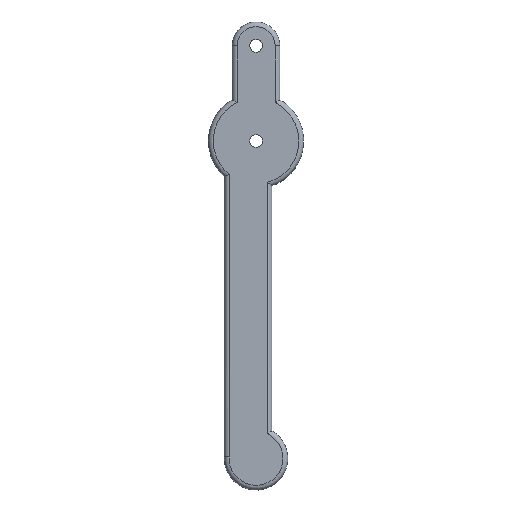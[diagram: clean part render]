
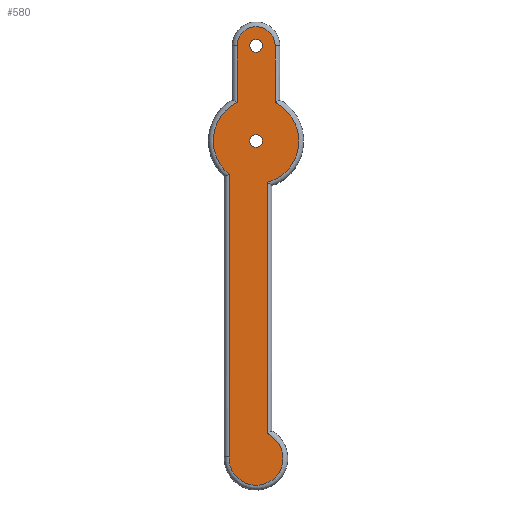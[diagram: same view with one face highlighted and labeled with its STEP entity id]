
A CAD part, front view. The second image highlights one B-rep face of the part: STEP entity #580.
In plain terms, the highlighted planar face has unit normal (0, -1, 0).
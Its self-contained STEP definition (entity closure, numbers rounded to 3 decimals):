
#21=FACE_BOUND('',#191,.T.);
#22=FACE_BOUND('',#192,.T.);
#28=PLANE('',#654);
#57=LINE('',#1022,#96);
#59=LINE('',#1074,#98);
#61=LINE('',#1110,#100);
#62=LINE('',#1131,#101);
#96=VECTOR('',#758,10.);
#98=VECTOR('',#770,10.);
#100=VECTOR('',#778,10.);
#101=VECTOR('',#789,10.);
#153=FACE_OUTER_BOUND('',#190,.T.);
#190=EDGE_LOOP('',(#489,#490,#491,#492,#493,#494,#495,#496));
#191=EDGE_LOOP('',(#497));
#192=EDGE_LOOP('',(#498));
#232=CIRCLE('',#636,13.5);
#235=CIRCLE('',#641,13.5);
#237=CIRCLE('',#645,6.);
#240=CIRCLE('',#650,8.5);
#242=CIRCLE('',#655,2.);
#243=CIRCLE('',#656,2.);
#281=VERTEX_POINT('',#1020);
#282=VERTEX_POINT('',#1021);
#285=VERTEX_POINT('',#1053);
#286=VERTEX_POINT('',#1071);
#287=VERTEX_POINT('',#1073);
#288=VERTEX_POINT('',#1090);
#290=VERTEX_POINT('',#1109);
#291=VERTEX_POINT('',#1126);
#292=VERTEX_POINT('',#1140);
#293=VERTEX_POINT('',#1142);
#343=EDGE_CURVE('',#281,#282,#57,.T.);
#347=EDGE_CURVE('',#282,#285,#232,.T.);
#351=EDGE_CURVE('',#286,#287,#59,.T.);
#353=EDGE_CURVE('',#287,#288,#235,.T.);
#356=EDGE_CURVE('',#288,#290,#61,.T.);
#359=EDGE_CURVE('',#291,#286,#237,.T.);
#361=EDGE_CURVE('',#285,#291,#62,.T.);
#363=EDGE_CURVE('',#290,#281,#240,.T.);
#366=EDGE_CURVE('',#292,#292,#242,.T.);
#367=EDGE_CURVE('',#293,#293,#243,.T.);
#489=ORIENTED_EDGE('',*,*,#351,.F.);
#490=ORIENTED_EDGE('',*,*,#359,.F.);
#491=ORIENTED_EDGE('',*,*,#361,.F.);
#492=ORIENTED_EDGE('',*,*,#347,.F.);
#493=ORIENTED_EDGE('',*,*,#343,.F.);
#494=ORIENTED_EDGE('',*,*,#363,.F.);
#495=ORIENTED_EDGE('',*,*,#356,.F.);
#496=ORIENTED_EDGE('',*,*,#353,.F.);
#497=ORIENTED_EDGE('',*,*,#366,.T.);
#498=ORIENTED_EDGE('',*,*,#367,.T.);
#580=ADVANCED_FACE('',(#153,#21,#22),#28,.F.);
#636=AXIS2_PLACEMENT_3D('',#1054,#762,#763);
#641=AXIS2_PLACEMENT_3D('',#1091,#773,#774);
#645=AXIS2_PLACEMENT_3D('',#1128,#783,#784);
#650=AXIS2_PLACEMENT_3D('',#1134,#794,#795);
#654=AXIS2_PLACEMENT_3D('',#1139,#803,#804);
#655=AXIS2_PLACEMENT_3D('',#1141,#805,#806);
#656=AXIS2_PLACEMENT_3D('',#1143,#807,#808);
#758=DIRECTION('',(0.,0.,1.));
#762=DIRECTION('center_axis',(0.,1.,0.));
#763=DIRECTION('ref_axis',(-0.995,0.,0.102));
#770=DIRECTION('',(0.,0.,-1.));
#773=DIRECTION('center_axis',(0.,1.,0.));
#774=DIRECTION('ref_axis',(0.996,0.,-0.092));
#778=DIRECTION('',(0.,0.,-1.));
#783=DIRECTION('center_axis',(0.,1.,0.));
#784=DIRECTION('ref_axis',(0.,0.,1.));
#789=DIRECTION('',(0.,0.,1.));
#794=DIRECTION('center_axis',(0.,1.,0.));
#795=DIRECTION('ref_axis',(0.479,0.,-0.878));
#803=DIRECTION('center_axis',(0.,1.,0.));
#804=DIRECTION('ref_axis',(1.,0.,0.));
#805=DIRECTION('center_axis',(0.,1.,0.));
#806=DIRECTION('ref_axis',(1.,0.,0.));
#807=DIRECTION('center_axis',(0.,1.,0.));
#808=DIRECTION('ref_axis',(1.,0.,0.));
#1020=CARTESIAN_POINT('',(-8.488,-7.,-99.547));
#1021=CARTESIAN_POINT('',(-8.488,-7.,-10.498));
#1022=CARTESIAN_POINT('',(-8.488,-7.,-67.879));
#1053=CARTESIAN_POINT('',(-6.,-7.,12.093));
#1054=CARTESIAN_POINT('Origin',(0.,-7.,0.));
#1071=CARTESIAN_POINT('',(6.,-7.,30.));
#1073=CARTESIAN_POINT('',(6.,-7.,12.093));
#1074=CARTESIAN_POINT('',(6.,-7.,-3.125));
#1090=CARTESIAN_POINT('',(3.5,-7.,-13.038));
#1091=CARTESIAN_POINT('Origin',(0.,-7.,0.));
#1109=CARTESIAN_POINT('',(3.5,-7.,-92.254));
#1110=CARTESIAN_POINT('',(3.5,-7.,-25.196));
#1126=CARTESIAN_POINT('',(-6.,-7.,30.));
#1128=CARTESIAN_POINT('Origin',(0.,-7.,30.));
#1131=CARTESIAN_POINT('',(-6.,-7.,-11.63));
#1134=CARTESIAN_POINT('Origin',(0.,-7.,-100.));
#1139=CARTESIAN_POINT('Origin',(0.,-7.,-36.25));
#1140=CARTESIAN_POINT('',(-2.,-7.,30.));
#1141=CARTESIAN_POINT('Origin',(0.,-7.,30.));
#1142=CARTESIAN_POINT('',(-2.,-7.,0.));
#1143=CARTESIAN_POINT('Origin',(0.,-7.,0.));
